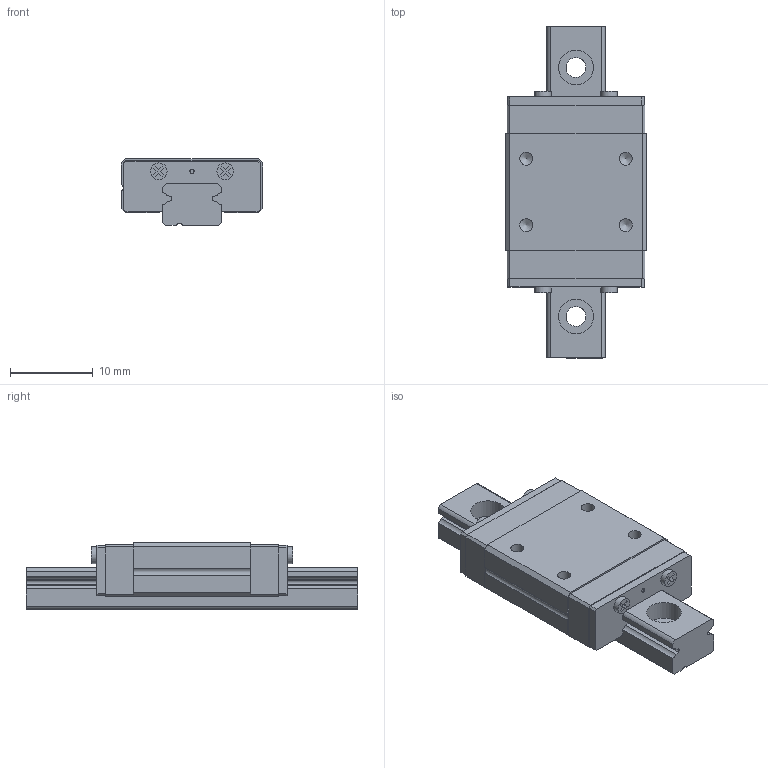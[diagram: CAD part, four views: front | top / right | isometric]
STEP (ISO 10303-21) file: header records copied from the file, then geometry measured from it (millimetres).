
FILE_DESCRIPTION(/* description */ ('Unknown'),/* implementation_level */ '2;1');
FILE_NAME(/* name */ 'M7NUU1-40L5_5',/* time_stamp */ '2024-04-01T15:12:02+09:00',/* author */ ('Unknown'),/* organization */ ('Unknown'),/* preprocessor_version */ 'ST-DEVELOPER v18.102',/* originating_system */ 'Solid Edge',/* authorisation */ 'Unknown');
FILE_SCHEMA (('AUTOMOTIVE_DESIGN {1 0 10303 214 3 1 1}'));
Length unit declared in the file: millimetre
Products named in the file (3): thisAsm; M7_RAIL; M7N_BLOCK
Assembly tree (2 placements, depth 2):
  thisAsm
    M7_RAIL
    M7N_BLOCK
Bounding box: 17 x 40 x 8 mm (x, y, z)
Volume: 3109.7 mm3; surface area: 2738.4 mm2
Topology: 2 solids, 2 shells, 169 faces, 465 edges, 310 vertices
Faces by surface type: plane 129, cylinder 36, cone 4
Full cylindrical faces by diameter (mm): 0.5 x2, 1.567 x4, 2 x4, 2.4 x3, 4.2 x3
Entity records: 6172 total; most frequent: CARTESIAN_POINT 917, ORIENTED_EDGE 864, DIRECTION 847, EDGE_CURVE 432, LINE 355, VECTOR 355, VERTEX_POINT 301, AXIS2_PLACEMENT_3D 246
